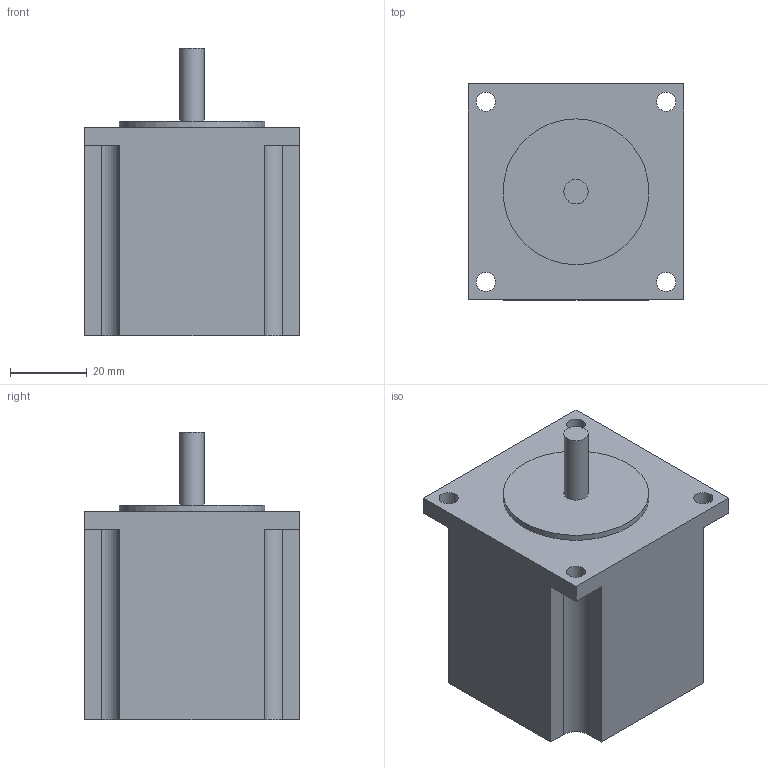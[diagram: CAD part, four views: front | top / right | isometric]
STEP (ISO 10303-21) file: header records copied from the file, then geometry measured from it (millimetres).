
FILE_DESCRIPTION(('FreeCAD Model'),'2;1');
FILE_NAME('NEMA-23_Stepper_Motor-rep-rap-france.step', '2016-12-02T21:03:01',('Daniel Sallin'),('Daniel-STP'), 'Open CASCADE STEP processor 6.8','FreeCAD','Unknown');
FILE_SCHEMA(('AUTOMOTIVE_DESIGN_CC2 { 1 2 10303 214 -1 1 5 4 }'));
Length unit declared in the file: millimetre
Products named in the file (2): ASSEMBLY; Pocket001
Assembly tree (1 placements, depth 2):
  ASSEMBLY
    Pocket001
Bounding box: 56.4 x 56.4 x 75.1 mm (x, y, z)
Volume: 159139.5 mm3; surface area: 18975.4 mm2
Topology: 1 solids, 1 shells, 30 faces, 78 edges, 52 vertices
Faces by surface type: plane 20, cylinder 10
Full cylindrical faces by diameter (mm): 5 x4, 6.35 x1, 38.1 x1
Entity records: 2024 total; most frequent: CARTESIAN_POINT 384, DIRECTION 307, LINE 194, VECTOR 194, ORIENTED_EDGE 156, PCURVE 156, DEFINITIONAL_REPRESENTATION 156, EDGE_CURVE 78
